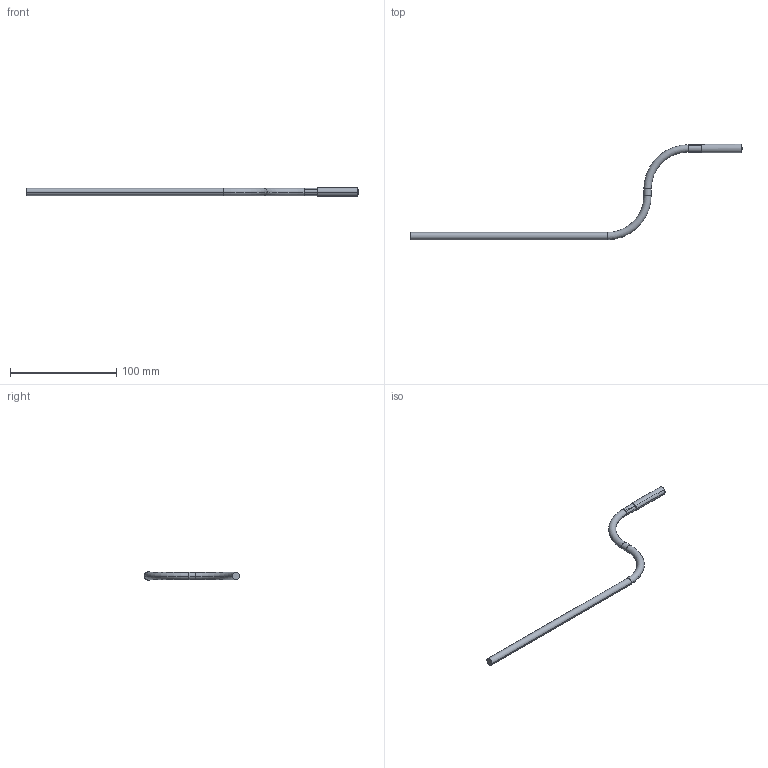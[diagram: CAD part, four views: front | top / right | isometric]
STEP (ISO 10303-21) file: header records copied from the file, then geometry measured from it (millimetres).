
FILE_DESCRIPTION (( 'STEP AP203' ), '1' );
FILE_NAME ('RC190.STEP', '2018-02-20T17:31:50', ( '' ), ( '' ), 'SwSTEP 2.0', 'SolidWorks 2018', '' );
FILE_SCHEMA (( 'CONFIG_CONTROL_DESIGN' ));
Length unit declared in the file: inch
Products named in the file (1): RC190
Bounding box: 312.58 x 89.94 x 7.92 mm (x, y, z)
Volume: 15049.3 mm3; surface area: 10107.5 mm2
Topology: 5 solids, 5 shells, 48 faces, 100 edges, 64 vertices
Faces by surface type: plane 34, cylinder 10, torus 4
Entity records: 1337 total; most frequent: DIRECTION 224, CARTESIAN_POINT 213, ORIENTED_EDGE 200, EDGE_CURVE 100, AXIS2_PLACEMENT_3D 75, VECTOR 74, LINE 74, VERTEX_POINT 64
